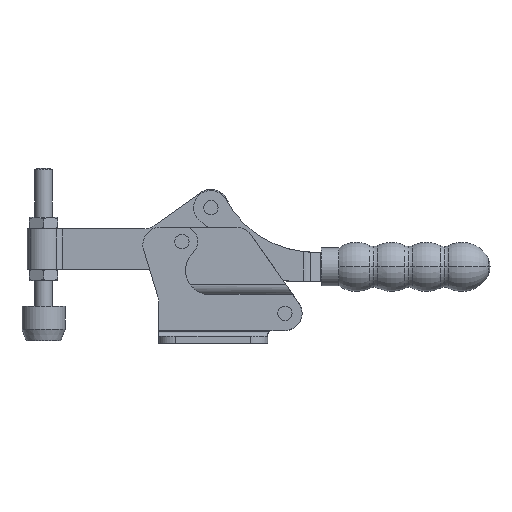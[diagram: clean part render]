
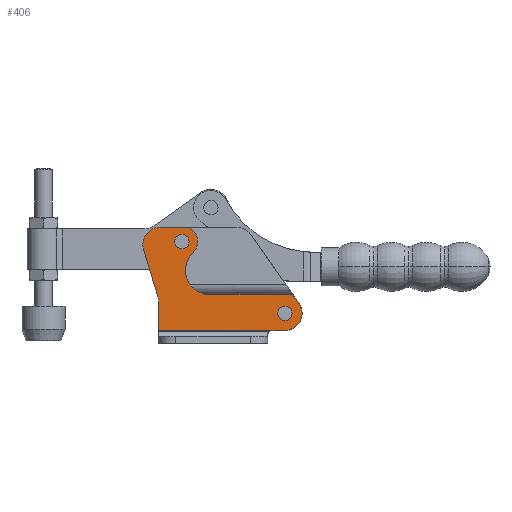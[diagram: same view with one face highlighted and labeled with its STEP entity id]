
A CAD part, top view. The second image highlights one B-rep face of the part: STEP entity #406.
In plain terms, the highlighted planar face has unit normal (0, 0, 1).
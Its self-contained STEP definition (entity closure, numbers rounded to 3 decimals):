
#406 = ADVANCED_FACE( '', ( #779, #780, #781 ), #782, .T. );
#779 = FACE_BOUND( '', #1357, .T. );
#780 = FACE_BOUND( '', #1358, .T. );
#781 = FACE_OUTER_BOUND( '', #1359, .T. );
#782 = PLANE( '', #1360 );
#1357 = EDGE_LOOP( '', ( #2491, #2492, #2493 ) );
#1358 = EDGE_LOOP( '', ( #2494, #2495, #2496 ) );
#1359 = EDGE_LOOP( '', ( #2497, #2498, #2499, #2500, #2501, #2502, #2503, #2504, #2505, #2506, #2507, #2508, #2509 ) );
#1360 = AXIS2_PLACEMENT_3D( '', #2510, #2511, #2512 );
#2491 = ORIENTED_EDGE( '', *, *, #3971, .T. );
#2492 = ORIENTED_EDGE( '', *, *, #3953, .T. );
#2493 = ORIENTED_EDGE( '', *, *, #3972, .T. );
#2494 = ORIENTED_EDGE( '', *, *, #4035, .T. );
#2495 = ORIENTED_EDGE( '', *, *, #3943, .T. );
#2496 = ORIENTED_EDGE( '', *, *, #4036, .T. );
#2497 = ORIENTED_EDGE( '', *, *, #4191, .F. );
#2498 = ORIENTED_EDGE( '', *, *, #4192, .F. );
#2499 = ORIENTED_EDGE( '', *, *, #3991, .F. );
#2500 = ORIENTED_EDGE( '', *, *, #4014, .F. );
#2501 = ORIENTED_EDGE( '', *, *, #4199, .T. );
#2502 = ORIENTED_EDGE( '', *, *, #4209, .F. );
#2503 = ORIENTED_EDGE( '', *, *, #4196, .F. );
#2504 = ORIENTED_EDGE( '', *, *, #4210, .F. );
#2505 = ORIENTED_EDGE( '', *, *, #4207, .T. );
#2506 = ORIENTED_EDGE( '', *, *, #4205, .T. );
#2507 = ORIENTED_EDGE( '', *, *, #4203, .T. );
#2508 = ORIENTED_EDGE( '', *, *, #4201, .T. );
#2509 = ORIENTED_EDGE( '', *, *, #4081, .F. );
#2510 = CARTESIAN_POINT( '', ( 0., 0., 5. ) );
#2511 = DIRECTION( '', ( 0., 0., 1. ) );
#2512 = DIRECTION( '', ( 1., 0., 0. ) );
#3943 = EDGE_CURVE( '', #4646, #4643, #4647, .T. );
#3953 = EDGE_CURVE( '', #4666, #4663, #4667, .T. );
#3971 = EDGE_CURVE( '', #4696, #4666, #4697, .T. );
#3972 = EDGE_CURVE( '', #4663, #4696, #4698, .T. );
#3991 = EDGE_CURVE( '', #4732, #4734, #4735, .T. );
#4014 = EDGE_CURVE( '', #4775, #4732, #4777, .T. );
#4035 = EDGE_CURVE( '', #4810, #4646, #4811, .T. );
#4036 = EDGE_CURVE( '', #4643, #4810, #4812, .T. );
#4081 = EDGE_CURVE( '', #4884, #4886, #4887, .T. );
#4191 = EDGE_CURVE( '', #5063, #4884, #5065, .T. );
#4192 = EDGE_CURVE( '', #4734, #5063, #5066, .T. );
#4196 = EDGE_CURVE( '', #5071, #5073, #5074, .T. );
#4199 = EDGE_CURVE( '', #4775, #5077, #5079, .T. );
#4201 = EDGE_CURVE( '', #5081, #4886, #5082, .T. );
#4203 = EDGE_CURVE( '', #5084, #5081, #5085, .T. );
#4205 = EDGE_CURVE( '', #5087, #5084, #5088, .T. );
#4207 = EDGE_CURVE( '', #5090, #5087, #5091, .T. );
#4209 = EDGE_CURVE( '', #5073, #5077, #5093, .T. );
#4210 = EDGE_CURVE( '', #5090, #5071, #5094, .T. );
#4643 = VERTEX_POINT( '', #5788 );
#4646 = VERTEX_POINT( '', #5792 );
#4647 = CIRCLE( '', #5793, 2.5 );
#4663 = VERTEX_POINT( '', #5812 );
#4666 = VERTEX_POINT( '', #5816 );
#4667 = CIRCLE( '', #5817, 2.5 );
#4696 = VERTEX_POINT( '', #5851 );
#4697 = CIRCLE( '', #5852, 2.5 );
#4698 = CIRCLE( '', #5853, 2.5 );
#4732 = VERTEX_POINT( '', #5899 );
#4734 = VERTEX_POINT( '', #5902 );
#4735 = CIRCLE( '', #5903, 6. );
#4775 = VERTEX_POINT( '', #5960 );
#4777 = LINE( '', #5963, #5964 );
#4810 = VERTEX_POINT( '', #6011 );
#4811 = CIRCLE( '', #6012, 2.5 );
#4812 = CIRCLE( '', #6013, 2.5 );
#4884 = VERTEX_POINT( '', #6120 );
#4886 = VERTEX_POINT( '', #6123 );
#4887 = LINE( '', #6124, #6125 );
#5063 = VERTEX_POINT( '', #6400 );
#5065 = CIRCLE( '', #6403, 6. );
#5066 = LINE( '', #6404, #6405 );
#5071 = VERTEX_POINT( '', #6411 );
#5073 = VERTEX_POINT( '', #6414 );
#5074 = CIRCLE( '', #6415, 6. );
#5077 = VERTEX_POINT( '', #6419 );
#5079 = LINE( '', #6422, #6423 );
#5081 = VERTEX_POINT( '', #6426 );
#5082 = CIRCLE( '', #6427, 5.5 );
#5084 = VERTEX_POINT( '', #6430 );
#5085 = LINE( '', #6431, #6432 );
#5087 = VERTEX_POINT( '', #6435 );
#5088 = CIRCLE( '', #6436, 8.5 );
#5090 = VERTEX_POINT( '', #6439 );
#5091 = LINE( '', #6440, #6441 );
#5093 = LINE( '', #6444, #6445 );
#5094 = LINE( '', #6446, #6447 );
#5788 = CARTESIAN_POINT( '', ( 44., 13., 5. ) );
#5792 = CARTESIAN_POINT( '', ( 44., 8., 5. ) );
#5793 = AXIS2_PLACEMENT_3D( '', #7758, #7759, #7760 );
#5812 = CARTESIAN_POINT( '', ( 8.1, 38., 5. ) );
#5816 = CARTESIAN_POINT( '', ( 8.1, 33., 5. ) );
#5817 = AXIS2_PLACEMENT_3D( '', #7780, #7781, #7782 );
#5851 = CARTESIAN_POINT( '', ( 10.6, 35.5, 5. ) );
#5852 = AXIS2_PLACEMENT_3D( '', #7824, #7825, #7826 );
#5853 = AXIS2_PLACEMENT_3D( '', #7827, #7828, #7829 );
#5899 = CARTESIAN_POINT( '', ( 0., 14.6, 5. ) );
#5902 = CARTESIAN_POINT( '', ( -0.259, 16.343, 5. ) );
#5903 = AXIS2_PLACEMENT_3D( '', #7858, #7859, #7860 );
#5960 = CARTESIAN_POINT( '', ( 0., 4.5, 5. ) );
#5963 = CARTESIAN_POINT( '', ( 0., 7.3, 5. ) );
#5964 = VECTOR( '', #7891, 1. );
#6011 = CARTESIAN_POINT( '', ( 46.5, 10.5, 5. ) );
#6012 = AXIS2_PLACEMENT_3D( '', #7924, #7925, #7926 );
#6013 = AXIS2_PLACEMENT_3D( '', #7927, #7928, #7929 );
#6120 = CARTESIAN_POINT( '', ( 0.5, 40.5, 5. ) );
#6123 = CARTESIAN_POINT( '', ( 10.391, 40.5, 5. ) );
#6124 = CARTESIAN_POINT( '', ( 13.6, 40.5, 5. ) );
#6125 = VECTOR( '', #8009, 1. );
#6400 = CARTESIAN_POINT( '', ( -5.241, 32.757, 5. ) );
#6403 = AXIS2_PLACEMENT_3D( '', #8186, #8187, #8188 );
#6404 = CARTESIAN_POINT( '', ( -0.468, 17.032, 5. ) );
#6405 = VECTOR( '', #8189, 1. );
#6411 = CARTESIAN_POINT( '', ( 48.915, 13.941, 5. ) );
#6414 = CARTESIAN_POINT( '', ( 44., 4.5, 5. ) );
#6415 = AXIS2_PLACEMENT_3D( '', #8195, #8196, #8197 );
#6419 = CARTESIAN_POINT( '', ( 39.5, 4.5, 5. ) );
#6422 = CARTESIAN_POINT( '', ( 0., 4.5, 5. ) );
#6423 = VECTOR( '', #8200, 1. );
#6426 = CARTESIAN_POINT( '', ( 12.005, 31.627, 5. ) );
#6427 = AXIS2_PLACEMENT_3D( '', #8202, #8203, #8204 );
#6430 = CARTESIAN_POINT( '', ( 11.864, 31.485, 5. ) );
#6431 = CARTESIAN_POINT( '', ( 11.864, 31.485, 5. ) );
#6432 = VECTOR( '', #8206, 1. );
#6435 = CARTESIAN_POINT( '', ( 16.067, 17.2, 5. ) );
#6436 = AXIS2_PLACEMENT_3D( '', #8208, #8209, #8210 );
#6439 = CARTESIAN_POINT( '', ( 46.634, 17.2, 5. ) );
#6440 = CARTESIAN_POINT( '', ( 46.634, 17.2, 5. ) );
#6441 = VECTOR( '', #8212, 1. );
#6444 = CARTESIAN_POINT( '', ( 19.75, 4.5, 5. ) );
#6445 = VECTOR( '', #8214, 1. );
#6446 = CARTESIAN_POINT( '', ( 44.147, 20.753, 5. ) );
#6447 = VECTOR( '', #8215, 1. );
#7758 = CARTESIAN_POINT( '', ( 44., 10.5, 5. ) );
#7759 = DIRECTION( '', ( 0., 0., -1. ) );
#7760 = DIRECTION( '', ( 1., 0., 0. ) );
#7780 = CARTESIAN_POINT( '', ( 8.1, 35.5, 5. ) );
#7781 = DIRECTION( '', ( 0., 0., -1. ) );
#7782 = DIRECTION( '', ( 1., 0., 0. ) );
#7824 = CARTESIAN_POINT( '', ( 8.1, 35.5, 5. ) );
#7825 = DIRECTION( '', ( 0., 0., -1. ) );
#7826 = DIRECTION( '', ( 1., 0., 0. ) );
#7827 = CARTESIAN_POINT( '', ( 8.1, 35.5, 5. ) );
#7828 = DIRECTION( '', ( 0., 0., -1. ) );
#7829 = DIRECTION( '', ( 1., 0., 0. ) );
#7858 = CARTESIAN_POINT( '', ( -6., 14.6, 5. ) );
#7859 = DIRECTION( '', ( 0., 0., 1. ) );
#7860 = DIRECTION( '', ( 0.957, 0.29, 0. ) );
#7891 = DIRECTION( '', ( 0., 1., 0. ) );
#7924 = CARTESIAN_POINT( '', ( 44., 10.5, 5. ) );
#7925 = DIRECTION( '', ( 0., 0., -1. ) );
#7926 = DIRECTION( '', ( 1., 0., 0. ) );
#7927 = CARTESIAN_POINT( '', ( 44., 10.5, 5. ) );
#7928 = DIRECTION( '', ( 0., 0., -1. ) );
#7929 = DIRECTION( '', ( 1., 0., 0. ) );
#8009 = DIRECTION( '', ( 1., 0., 0. ) );
#8186 = CARTESIAN_POINT( '', ( 0.5, 34.5, 5. ) );
#8187 = DIRECTION( '', ( 0., 0., -1. ) );
#8188 = DIRECTION( '', ( 0., 1., 0. ) );
#8189 = DIRECTION( '', ( -0.29, 0.957, 0. ) );
#8195 = CARTESIAN_POINT( '', ( 44., 10.5, 5. ) );
#8196 = DIRECTION( '', ( 0., 0., -1. ) );
#8197 = DIRECTION( '', ( 0., -1., 0. ) );
#8200 = DIRECTION( '', ( 1., 0., 0. ) );
#8202 = CARTESIAN_POINT( '', ( 8.1, 35.5, 5. ) );
#8203 = DIRECTION( '', ( 0., 0., 1. ) );
#8204 = DIRECTION( '', ( 0.71, -0.704, 0. ) );
#8206 = DIRECTION( '', ( 0.704, 0.71, 0. ) );
#8208 = CARTESIAN_POINT( '', ( 17.9, 25.5, 5. ) );
#8209 = DIRECTION( '', ( 0., 0., -1. ) );
#8210 = DIRECTION( '', ( -0.216, -0.976, 0. ) );
#8212 = DIRECTION( '', ( -1., 0., 0. ) );
#8214 = DIRECTION( '', ( -1., 0., 0. ) );
#8215 = DIRECTION( '', ( 0.573, -0.819, 0. ) );
